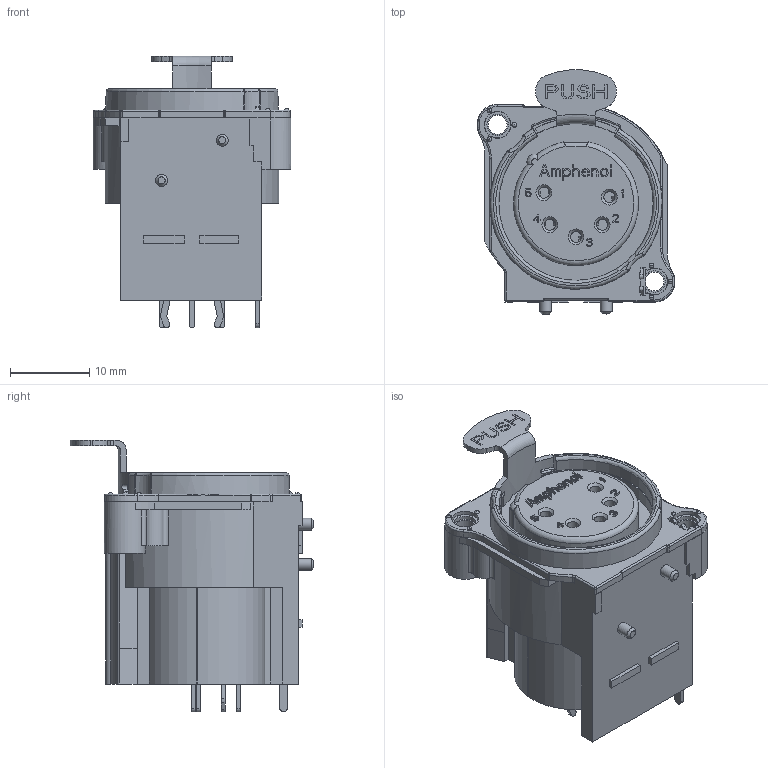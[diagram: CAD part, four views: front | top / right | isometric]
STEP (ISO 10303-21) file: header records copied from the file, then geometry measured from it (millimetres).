
FILE_DESCRIPTION(/* description */ (''),/* implementation_level */ '2;1');
FILE_NAME(/* name */ 'AC5FBV-AU-PRE.stp',/* time_stamp */ '2026-04-15T18:45:58+10:00',/* author */ ('minh'),/* organization */ (''),/* preprocessor_version */ 'ST-DEVELOPER v19.2',/* originating_system */ 'Autodesk Inventor 2023',/* authorisation */ '');
FILE_SCHEMA (('AUTOMOTIVE_DESIGN { 1 0 10303 214 3 1 1 }'));
Length unit declared in the file: inch
Products named in the file (1): AC5FBV-AU-PRE simplified
Bounding box: 25 x 30.82 x 34.3 mm (x, y, z)
Volume: 9342.4 mm3; surface area: 4945 mm2
Topology: 1 solids, 7 shells, 1045 faces, 2874 edges, 1890 vertices
Faces by surface type: plane 823, cylinder 154, torus 26, bspline 17, cone 14, sphere 11
Full cylindrical faces by diameter (mm): 1.2 x1, 1.4 x5, 1.5 x2, 2.4 x1, 2.7 x1, 3 x1, 3.4 x1, 5.2 x1
Entity records: 34863 total; most frequent: CARTESIAN_POINT 6944, ORIENTED_EDGE 5748, DIRECTION 5316, EDGE_CURVE 2874, LINE 2320, VECTOR 2320, VERTEX_POINT 1890, AXIS2_PLACEMENT_3D 1498
